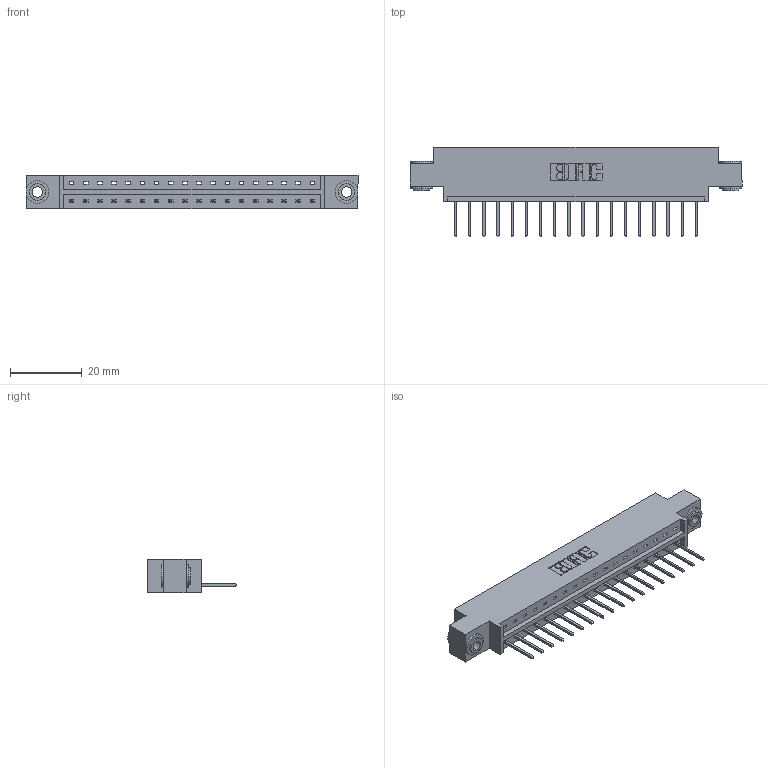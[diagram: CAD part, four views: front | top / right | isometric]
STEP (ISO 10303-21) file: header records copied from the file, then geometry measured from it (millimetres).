
FILE_DESCRIPTION (( 'STEP AP203' ), '1' );
FILE_NAME ('833-018-523-603.STEP', '2020-05-31T21:34:26', ( '' ), ( '' ), 'SwSTEP 2.0', 'SolidWorks 2020', '' );
FILE_SCHEMA (( 'CONFIG_CONTROL_DESIGN' ));
Length unit declared in the file: inch
Products named in the file (4): 345-250-002_345-250-002-102; 833-018-523-603; 345-292-001_345-293-123; 833 Part_Offset - .156 Dia - TH
Assembly tree (21 placements, depth 2):
  833-018-523-603
    833 Part_Offset - .156 Dia - TH
    345-292-001_345-293-123  x18
    345-250-002_345-250-002-102  x2
Bounding box: 92.86 x 25.15 x 9.4 mm (x, y, z)
Volume: 8922.8 mm3; surface area: 9941.2 mm2
Topology: 21 solids, 21 shells, 1200 faces, 3567 edges, 2350 vertices
Faces by surface type: plane 840, cylinder 352, cone 8
Entity records: 14908 total; most frequent: CARTESIAN_POINT 2555, ORIENTED_EDGE 2502, DIRECTION 2237, EDGE_CURVE 1251, VECTOR 1099, LINE 1099, VERTEX_POINT 830, AXIS2_PLACEMENT_3D 569
